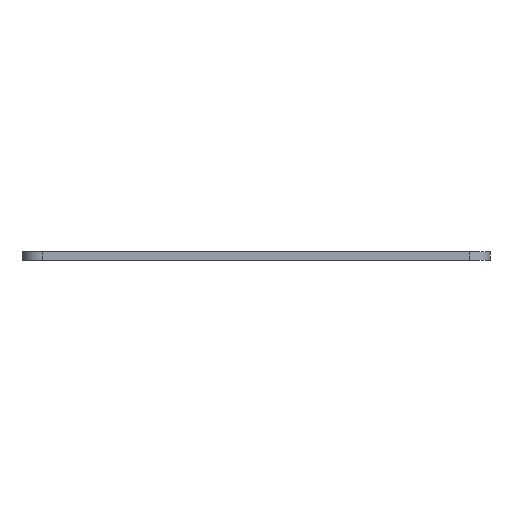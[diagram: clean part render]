
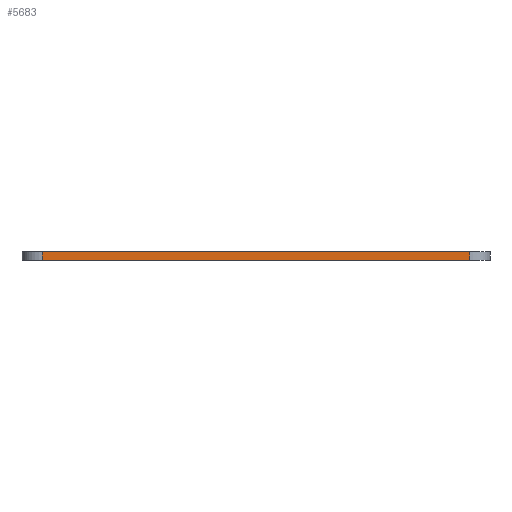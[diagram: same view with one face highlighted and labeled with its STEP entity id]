
A CAD part, left-side view. The second image highlights one B-rep face of the part: STEP entity #5683.
In plain terms, the highlighted planar face has unit normal (-1, 0, 0).
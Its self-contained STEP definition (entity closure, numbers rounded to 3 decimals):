
#83 = PLANE('',#84);
#84 = AXIS2_PLACEMENT_3D('',#85,#86,#87);
#85 = CARTESIAN_POINT('',(148.504,-105.001,1.6));
#86 = DIRECTION('',(-0.,-0.,-1.));
#87 = DIRECTION('',(-1.,0.,0.));
#137 = PLANE('',#138);
#138 = AXIS2_PLACEMENT_3D('',#139,#140,#141);
#139 = CARTESIAN_POINT('',(148.504,-105.001,0.));
#140 = DIRECTION('',(-0.,-0.,-1.));
#141 = DIRECTION('',(-1.,0.,0.));
#556 = VERTEX_POINT('',#557);
#557 = CARTESIAN_POINT('',(88.151,-146.904,0.));
#576 = CYLINDRICAL_SURFACE('',#577,4.);
#577 = AXIS2_PLACEMENT_3D('',#578,#579,#580);
#578 = CARTESIAN_POINT('',(92.151,-146.904,0.));
#579 = DIRECTION('',(-0.,-0.,-1.));
#580 = DIRECTION('',(1.,0.,-0.));
#588 = EDGE_CURVE('',#556,#589,#591,.T.);
#589 = VERTEX_POINT('',#590);
#590 = CARTESIAN_POINT('',(88.151,-63.104,0.));
#591 = SURFACE_CURVE('',#592,(#596,#603),.PCURVE_S1.);
#592 = LINE('',#593,#594);
#593 = CARTESIAN_POINT('',(88.151,-146.904,0.));
#594 = VECTOR('',#595,1.);
#595 = DIRECTION('',(0.,1.,0.));
#596 = PCURVE('',#137,#597);
#597 = DEFINITIONAL_REPRESENTATION('',(#598),#602);
#598 = LINE('',#599,#600);
#599 = CARTESIAN_POINT('',(60.353,-41.902));
#600 = VECTOR('',#601,1.);
#601 = DIRECTION('',(0.,1.));
#602 = ( GEOMETRIC_REPRESENTATION_CONTEXT(2) 
PARAMETRIC_REPRESENTATION_CONTEXT() REPRESENTATION_CONTEXT('2D SPACE',''
  ) );
#603 = PCURVE('',#604,#609);
#604 = PLANE('',#605);
#605 = AXIS2_PLACEMENT_3D('',#606,#607,#608);
#606 = CARTESIAN_POINT('',(88.151,-146.904,0.));
#607 = DIRECTION('',(-1.,0.,0.));
#608 = DIRECTION('',(0.,1.,0.));
#609 = DEFINITIONAL_REPRESENTATION('',(#610),#614);
#610 = LINE('',#611,#612);
#611 = CARTESIAN_POINT('',(0.,0.));
#612 = VECTOR('',#613,1.);
#613 = DIRECTION('',(1.,0.));
#614 = ( GEOMETRIC_REPRESENTATION_CONTEXT(2) 
PARAMETRIC_REPRESENTATION_CONTEXT() REPRESENTATION_CONTEXT('2D SPACE',''
  ) );
#637 = CYLINDRICAL_SURFACE('',#638,4.);
#638 = AXIS2_PLACEMENT_3D('',#639,#640,#641);
#639 = CARTESIAN_POINT('',(92.151,-63.104,0.));
#640 = DIRECTION('',(-0.,-0.,-1.));
#641 = DIRECTION('',(1.,0.,-0.));
#3344 = VERTEX_POINT('',#3345);
#3345 = CARTESIAN_POINT('',(88.151,-146.904,1.6));
#3371 = EDGE_CURVE('',#3344,#3372,#3374,.T.);
#3372 = VERTEX_POINT('',#3373);
#3373 = CARTESIAN_POINT('',(88.151,-63.104,1.6));
#3374 = SURFACE_CURVE('',#3375,(#3379,#3386),.PCURVE_S1.);
#3375 = LINE('',#3376,#3377);
#3376 = CARTESIAN_POINT('',(88.151,-146.904,1.6));
#3377 = VECTOR('',#3378,1.);
#3378 = DIRECTION('',(0.,1.,0.));
#3379 = PCURVE('',#83,#3380);
#3380 = DEFINITIONAL_REPRESENTATION('',(#3381),#3385);
#3381 = LINE('',#3382,#3383);
#3382 = CARTESIAN_POINT('',(60.353,-41.902));
#3383 = VECTOR('',#3384,1.);
#3384 = DIRECTION('',(0.,1.));
#3385 = ( GEOMETRIC_REPRESENTATION_CONTEXT(2) 
PARAMETRIC_REPRESENTATION_CONTEXT() REPRESENTATION_CONTEXT('2D SPACE',''
  ) );
#3386 = PCURVE('',#604,#3387);
#3387 = DEFINITIONAL_REPRESENTATION('',(#3388),#3392);
#3388 = LINE('',#3389,#3390);
#3389 = CARTESIAN_POINT('',(0.,-1.6));
#3390 = VECTOR('',#3391,1.);
#3391 = DIRECTION('',(1.,0.));
#3392 = ( GEOMETRIC_REPRESENTATION_CONTEXT(2) 
PARAMETRIC_REPRESENTATION_CONTEXT() REPRESENTATION_CONTEXT('2D SPACE',''
  ) );
#5635 = EDGE_CURVE('',#589,#3372,#5636,.T.);
#5636 = SURFACE_CURVE('',#5637,(#5641,#5648),.PCURVE_S1.);
#5637 = LINE('',#5638,#5639);
#5638 = CARTESIAN_POINT('',(88.151,-63.104,0.));
#5639 = VECTOR('',#5640,1.);
#5640 = DIRECTION('',(0.,0.,1.));
#5641 = PCURVE('',#637,#5642);
#5642 = DEFINITIONAL_REPRESENTATION('',(#5643),#5647);
#5643 = LINE('',#5644,#5645);
#5644 = CARTESIAN_POINT('',(-3.142,0.));
#5645 = VECTOR('',#5646,1.);
#5646 = DIRECTION('',(-0.,-1.));
#5647 = ( GEOMETRIC_REPRESENTATION_CONTEXT(2) 
PARAMETRIC_REPRESENTATION_CONTEXT() REPRESENTATION_CONTEXT('2D SPACE',''
  ) );
#5648 = PCURVE('',#604,#5649);
#5649 = DEFINITIONAL_REPRESENTATION('',(#5650),#5654);
#5650 = LINE('',#5651,#5652);
#5651 = CARTESIAN_POINT('',(83.8,0.));
#5652 = VECTOR('',#5653,1.);
#5653 = DIRECTION('',(0.,-1.));
#5654 = ( GEOMETRIC_REPRESENTATION_CONTEXT(2) 
PARAMETRIC_REPRESENTATION_CONTEXT() REPRESENTATION_CONTEXT('2D SPACE',''
  ) );
#5683 = ADVANCED_FACE('',(#5684),#604,.T.);
#5684 = FACE_BOUND('',#5685,.T.);
#5685 = EDGE_LOOP('',(#5686,#5707,#5708,#5709));
#5686 = ORIENTED_EDGE('',*,*,#5687,.T.);
#5687 = EDGE_CURVE('',#556,#3344,#5688,.T.);
#5688 = SURFACE_CURVE('',#5689,(#5693,#5700),.PCURVE_S1.);
#5689 = LINE('',#5690,#5691);
#5690 = CARTESIAN_POINT('',(88.151,-146.904,0.));
#5691 = VECTOR('',#5692,1.);
#5692 = DIRECTION('',(0.,0.,1.));
#5693 = PCURVE('',#604,#5694);
#5694 = DEFINITIONAL_REPRESENTATION('',(#5695),#5699);
#5695 = LINE('',#5696,#5697);
#5696 = CARTESIAN_POINT('',(0.,0.));
#5697 = VECTOR('',#5698,1.);
#5698 = DIRECTION('',(0.,-1.));
#5699 = ( GEOMETRIC_REPRESENTATION_CONTEXT(2) 
PARAMETRIC_REPRESENTATION_CONTEXT() REPRESENTATION_CONTEXT('2D SPACE',''
  ) );
#5700 = PCURVE('',#576,#5701);
#5701 = DEFINITIONAL_REPRESENTATION('',(#5702),#5706);
#5702 = LINE('',#5703,#5704);
#5703 = CARTESIAN_POINT('',(-3.142,0.));
#5704 = VECTOR('',#5705,1.);
#5705 = DIRECTION('',(-0.,-1.));
#5706 = ( GEOMETRIC_REPRESENTATION_CONTEXT(2) 
PARAMETRIC_REPRESENTATION_CONTEXT() REPRESENTATION_CONTEXT('2D SPACE',''
  ) );
#5707 = ORIENTED_EDGE('',*,*,#3371,.T.);
#5708 = ORIENTED_EDGE('',*,*,#5635,.F.);
#5709 = ORIENTED_EDGE('',*,*,#588,.F.);
